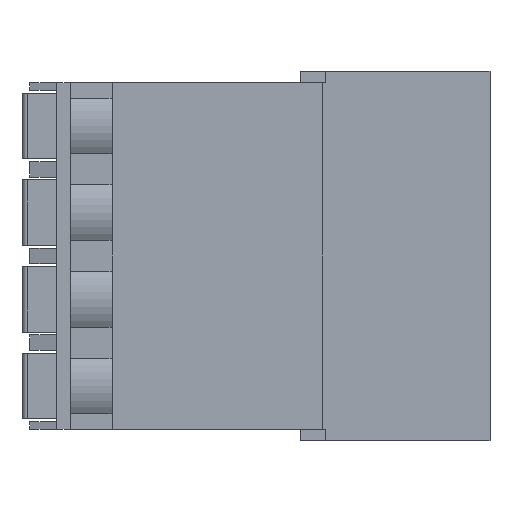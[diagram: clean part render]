
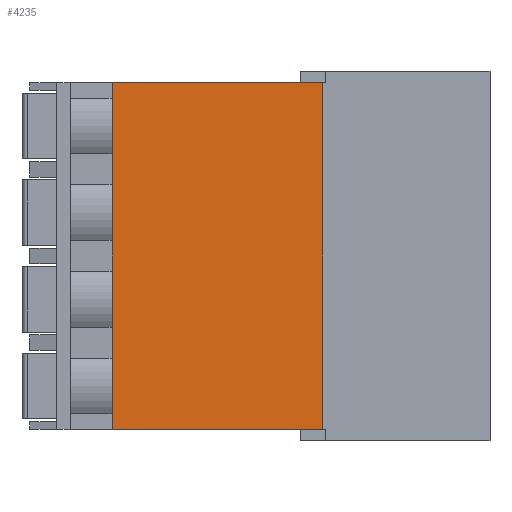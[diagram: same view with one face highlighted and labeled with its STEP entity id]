
A CAD part, left-side view. The second image highlights one B-rep face of the part: STEP entity #4235.
In plain terms, the highlighted planar face has unit normal (-1, 0, 0).
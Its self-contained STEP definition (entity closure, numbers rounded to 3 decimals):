
#139=DIRECTION('',(0.,-1.,0.));
#140=VECTOR('',#139,12.15);
#141=CARTESIAN_POINT('',(-4.009,8.128,-17.5));
#142=LINE('',#141,#140);
#347=DIRECTION('',(0.,-1.,0.));
#348=VECTOR('',#347,12.15);
#349=CARTESIAN_POINT('',(-4.009,8.128,2.5));
#350=LINE('',#349,#348);
#452=DIRECTION('',(0.,0.,1.));
#453=VECTOR('',#452,20.);
#454=CARTESIAN_POINT('',(-4.009,-4.022,-17.5));
#455=LINE('',#454,#453);
#468=DIRECTION('',(0.,0.,1.));
#469=VECTOR('',#468,2.5);
#470=CARTESIAN_POINT('',(-4.009,8.128,-17.5));
#471=LINE('',#470,#469);
#472=DIRECTION('',(0.,0.,-1.));
#473=VECTOR('',#472,2.5);
#474=CARTESIAN_POINT('',(-4.009,8.128,2.5));
#475=LINE('',#474,#473);
#499=DIRECTION('',(0.,0.,-1.));
#500=VECTOR('',#499,5.);
#501=CARTESIAN_POINT('',(-4.009,8.128,-10.));
#502=LINE('',#501,#500);
#543=DIRECTION('',(0.,0.,-1.));
#544=VECTOR('',#543,5.);
#545=CARTESIAN_POINT('',(-4.009,8.128,-5.));
#546=LINE('',#545,#544);
#587=DIRECTION('',(0.,0.,-1.));
#588=VECTOR('',#587,5.);
#589=CARTESIAN_POINT('',(-4.009,8.128,0.));
#590=LINE('',#589,#588);
#2908=CARTESIAN_POINT('',(-4.009,-4.022,-17.5));
#2910=VERTEX_POINT('',#2908);
#2928=CARTESIAN_POINT('',(-4.009,-4.022,2.5));
#2930=VERTEX_POINT('',#2928);
#3090=CARTESIAN_POINT('',(-4.009,8.128,2.5));
#3092=VERTEX_POINT('',#3090);
#3100=CARTESIAN_POINT('',(-4.009,8.128,0.));
#3101=VERTEX_POINT('',#3100);
#3292=CARTESIAN_POINT('',(-4.009,8.128,-5.));
#3293=VERTEX_POINT('',#3292);
#3470=CARTESIAN_POINT('',(-4.009,8.128,-10.));
#3471=VERTEX_POINT('',#3470);
#3604=CARTESIAN_POINT('',(-4.009,8.128,-15.));
#3605=VERTEX_POINT('',#3604);
#3710=CARTESIAN_POINT('',(-4.009,8.128,-17.5));
#3711=VERTEX_POINT('',#3710);
#4215=CARTESIAN_POINT('',(-4.009,11.328,-17.5));
#4216=DIRECTION('',(-1.,0.,0.));
#4217=DIRECTION('',(0.,-1.,0.));
#4218=AXIS2_PLACEMENT_3D('',#4215,#4216,#4217);
#4219=PLANE('',#4218);
#4221=ORIENTED_EDGE('',*,*,#4220,.T.);
#4223=ORIENTED_EDGE('',*,*,#4222,.F.);
#4225=ORIENTED_EDGE('',*,*,#4224,.F.);
#4227=ORIENTED_EDGE('',*,*,#4226,.F.);
#4229=ORIENTED_EDGE('',*,*,#4228,.F.);
#4230=ORIENTED_EDGE('',*,*,#4090,.T.);
#4231=ORIENTED_EDGE('',*,*,#4186,.F.);
#4232=ORIENTED_EDGE('',*,*,#3797,.F.);
#4233=EDGE_LOOP('',(#4221,#4223,#4225,#4227,#4229,#4230,#4231,#4232));
#4234=FACE_OUTER_BOUND('',#4233,.F.);
#3797=EDGE_CURVE('',#3711,#2910,#142,.T.);
#4090=EDGE_CURVE('',#3092,#2930,#350,.T.);
#4186=EDGE_CURVE('',#2910,#2930,#455,.T.);
#4220=EDGE_CURVE('',#3711,#3605,#471,.T.);
#4222=EDGE_CURVE('',#3471,#3605,#502,.T.);
#4224=EDGE_CURVE('',#3293,#3471,#546,.T.);
#4226=EDGE_CURVE('',#3101,#3293,#590,.T.);
#4228=EDGE_CURVE('',#3092,#3101,#475,.T.);
#4235=ADVANCED_FACE('',(#4234),#4219,.T.);
